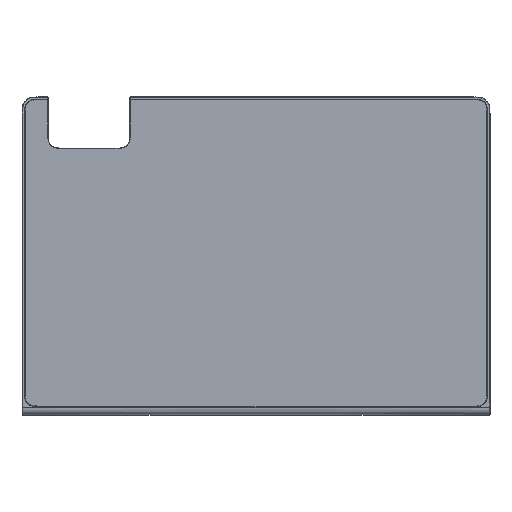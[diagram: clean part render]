
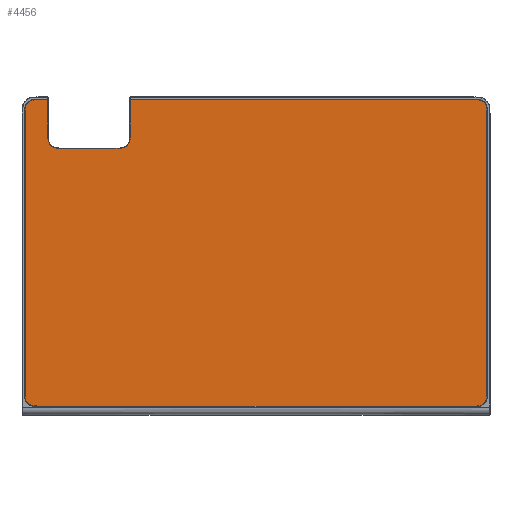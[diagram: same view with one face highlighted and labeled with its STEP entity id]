
A CAD part, top view. The second image highlights one B-rep face of the part: STEP entity #4456.
In plain terms, the highlighted planar face has unit normal (0, 0, 1).
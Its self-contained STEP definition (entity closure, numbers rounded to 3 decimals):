
#104=B_SPLINE_CURVE_WITH_KNOTS('',3,(#8705,#8706,#8707,#8708,#8709,#8710,
#8711,#8712,#8713,#8714,#8715),.UNSPECIFIED.,.F.,.F.,(4,1,1,1,1,1,1,1,4),
(0.,0.147,0.196,0.392,0.588,
0.785,0.981,1.177,1.373),
 .UNSPECIFIED.);
#105=B_SPLINE_CURVE_WITH_KNOTS('',3,(#8762,#8763,#8764,#8765,#8766,#8767,
#8768,#8769),.UNSPECIFIED.,.F.,.F.,(4,1,1,1,1,4),(0.,0.392,
0.588,0.981,1.177,1.373),
 .UNSPECIFIED.);
#107=B_SPLINE_CURVE_WITH_KNOTS('',3,(#8849,#8850,#8851,#8852,#8853,#8854,
#8855,#8856,#8857,#8858,#8859),.UNSPECIFIED.,.F.,.F.,(4,1,1,1,1,1,1,1,4),
(0.,0.185,0.37,0.555,0.74,
0.925,1.11,1.156,1.295),
 .UNSPECIFIED.);
#109=B_SPLINE_CURVE_WITH_KNOTS('',3,(#8929,#8930,#8931,#8932,#8933,#8934,
#8935,#8936,#8937,#8938),.UNSPECIFIED.,.F.,.F.,(4,1,1,1,1,1,1,4),(0.,0.185,
0.37,0.555,0.74,0.925,
1.11,1.295),.UNSPECIFIED.);
#111=B_SPLINE_CURVE_WITH_KNOTS('',3,(#9008,#9009,#9010,#9011,#9012,#9013,
#9014,#9015,#9016,#9017),.UNSPECIFIED.,.F.,.F.,(4,1,1,1,1,1,1,4),(0.,0.185,
0.37,0.555,0.74,0.925,
1.11,1.295),.UNSPECIFIED.);
#113=B_SPLINE_CURVE_WITH_KNOTS('',3,(#9093,#9094,#9095,#9096,#9097,#9098,
#9099,#9100,#9101,#9102,#9103),.UNSPECIFIED.,.F.,.F.,(4,1,1,1,1,1,1,1,4),
(0.,0.185,0.37,0.555,0.74,
0.925,1.11,1.156,1.295),
 .UNSPECIFIED.);
#487=PLANE('',#4810);
#674=FACE_OUTER_BOUND('',#966,.T.);
#966=EDGE_LOOP('',(#3510,#3511,#3512,#3513,#3514,#3515,#3516,#3517,#3518,
#3519,#3520,#3521,#3522,#3523));
#1212=LINE('',#8647,#1500);
#1213=LINE('',#8719,#1501);
#1214=LINE('',#8771,#1502);
#1216=LINE('',#8778,#1504);
#1218=LINE('',#8864,#1506);
#1220=LINE('',#8943,#1508);
#1222=LINE('',#9022,#1510);
#1224=LINE('',#9105,#1512);
#1500=VECTOR('',#5242,10.);
#1501=VECTOR('',#5249,10.);
#1502=VECTOR('',#5254,10.);
#1504=VECTOR('',#5262,10.);
#1506=VECTOR('',#5270,10.);
#1508=VECTOR('',#5278,10.);
#1510=VECTOR('',#5286,10.);
#1512=VECTOR('',#5292,10.);
#1963=VERTEX_POINT('',#8635);
#1964=VERTEX_POINT('',#8639);
#1966=VERTEX_POINT('',#8645);
#1967=VERTEX_POINT('',#8703);
#1968=VERTEX_POINT('',#8717);
#1969=VERTEX_POINT('',#8760);
#1971=VERTEX_POINT('',#8776);
#1973=VERTEX_POINT('',#8847);
#1975=VERTEX_POINT('',#8862);
#1977=VERTEX_POINT('',#8927);
#1979=VERTEX_POINT('',#8941);
#1981=VERTEX_POINT('',#9006);
#1983=VERTEX_POINT('',#9020);
#1985=VERTEX_POINT('',#9091);
#2437=EDGE_CURVE('',#1964,#1966,#1212,.T.);
#2439=EDGE_CURVE('',#1966,#1967,#104,.T.);
#2441=EDGE_CURVE('',#1967,#1968,#1213,.T.);
#2443=EDGE_CURVE('',#1968,#1969,#105,.T.);
#2444=EDGE_CURVE('',#1969,#1963,#1214,.T.);
#2447=EDGE_CURVE('',#1971,#1964,#1216,.T.);
#2451=EDGE_CURVE('',#1973,#1971,#107,.T.);
#2453=EDGE_CURVE('',#1975,#1973,#1218,.T.);
#2457=EDGE_CURVE('',#1977,#1975,#109,.T.);
#2459=EDGE_CURVE('',#1979,#1977,#1220,.T.);
#2463=EDGE_CURVE('',#1981,#1979,#111,.T.);
#2465=EDGE_CURVE('',#1983,#1981,#1222,.T.);
#2469=EDGE_CURVE('',#1985,#1983,#113,.T.);
#2470=EDGE_CURVE('',#1963,#1985,#1224,.T.);
#3510=ORIENTED_EDGE('',*,*,#2437,.F.);
#3511=ORIENTED_EDGE('',*,*,#2447,.F.);
#3512=ORIENTED_EDGE('',*,*,#2451,.F.);
#3513=ORIENTED_EDGE('',*,*,#2453,.F.);
#3514=ORIENTED_EDGE('',*,*,#2457,.F.);
#3515=ORIENTED_EDGE('',*,*,#2459,.F.);
#3516=ORIENTED_EDGE('',*,*,#2463,.F.);
#3517=ORIENTED_EDGE('',*,*,#2465,.F.);
#3518=ORIENTED_EDGE('',*,*,#2469,.F.);
#3519=ORIENTED_EDGE('',*,*,#2470,.F.);
#3520=ORIENTED_EDGE('',*,*,#2444,.F.);
#3521=ORIENTED_EDGE('',*,*,#2443,.F.);
#3522=ORIENTED_EDGE('',*,*,#2441,.F.);
#3523=ORIENTED_EDGE('',*,*,#2439,.F.);
#4456=ADVANCED_FACE('',(#674),#487,.F.);
#4810=AXIS2_PLACEMENT_3D('',#10188,#5434,#5435);
#5242=DIRECTION('',(0.,-1.,0.));
#5249=DIRECTION('',(1.,0.,0.));
#5254=DIRECTION('',(0.,1.,0.));
#5262=DIRECTION('',(1.,0.,0.));
#5270=DIRECTION('',(0.,1.,0.));
#5278=DIRECTION('',(-1.,0.,0.));
#5286=DIRECTION('',(0.,-1.,0.));
#5292=DIRECTION('',(1.,0.,0.));
#5434=DIRECTION('center_axis',(0.,0.,-1.));
#5435=DIRECTION('ref_axis',(1.,0.,0.));
#8635=CARTESIAN_POINT('',(-77.58,94.559,-4.2));
#8639=CARTESIAN_POINT('',(-128.58,94.559,-4.2));
#8645=CARTESIAN_POINT('',(-128.58,72.76,-4.2));
#8647=CARTESIAN_POINT('',(-128.58,47.404,-4.2));
#8703=CARTESIAN_POINT('',(-120.33,64.51,-4.2));
#8705=CARTESIAN_POINT('Ctrl Pts',(-128.58,72.76,-4.2));
#8706=CARTESIAN_POINT('Ctrl Pts',(-128.58,72.27,-4.2));
#8707=CARTESIAN_POINT('Ctrl Pts',(-128.58,71.617,-4.2));
#8708=CARTESIAN_POINT('Ctrl Pts',(-128.512,70.312,-4.2));
#8709=CARTESIAN_POINT('Ctrl Pts',(-128.3,68.844,-4.2));
#8710=CARTESIAN_POINT('Ctrl Pts',(-127.455,67.045,-4.2));
#8711=CARTESIAN_POINT('Ctrl Pts',(-126.045,65.636,-4.2));
#8712=CARTESIAN_POINT('Ctrl Pts',(-124.246,64.789,-4.2));
#8713=CARTESIAN_POINT('Ctrl Pts',(-122.29,64.508,-4.2));
#8714=CARTESIAN_POINT('Ctrl Pts',(-120.984,64.51,-4.2));
#8715=CARTESIAN_POINT('Ctrl Pts',(-120.33,64.51,-4.2));
#8717=CARTESIAN_POINT('',(-85.83,64.51,-4.2));
#8719=CARTESIAN_POINT('',(-64.165,64.51,-4.2));
#8760=CARTESIAN_POINT('',(-77.58,72.76,-4.2));
#8762=CARTESIAN_POINT('Ctrl Pts',(-85.83,64.51,-4.2));
#8763=CARTESIAN_POINT('Ctrl Pts',(-84.522,64.51,-4.2));
#8764=CARTESIAN_POINT('Ctrl Pts',(-82.523,64.511,-4.2));
#8765=CARTESIAN_POINT('Ctrl Pts',(-79.498,65.913,-4.2));
#8766=CARTESIAN_POINT('Ctrl Pts',(-77.941,68.189,-4.2));
#8767=CARTESIAN_POINT('Ctrl Pts',(-77.583,70.802,-4.2));
#8768=CARTESIAN_POINT('Ctrl Pts',(-77.58,72.106,-4.2));
#8769=CARTESIAN_POINT('Ctrl Pts',(-77.58,72.76,-4.2));
#8771=CARTESIAN_POINT('',(-77.58,32.38,-4.2));
#8776=CARTESIAN_POINT('',(-134.88,94.559,-4.2));
#8778=CARTESIAN_POINT('',(-71.44,94.559,-4.2));
#8847=CARTESIAN_POINT('',(-142.63,86.809,-4.2));
#8849=CARTESIAN_POINT('Ctrl Pts',(-142.63,86.809,-4.2));
#8850=CARTESIAN_POINT('Ctrl Pts',(-142.63,87.425,-4.2));
#8851=CARTESIAN_POINT('Ctrl Pts',(-142.632,88.656,-4.2));
#8852=CARTESIAN_POINT('Ctrl Pts',(-142.389,90.502,-4.2));
#8853=CARTESIAN_POINT('Ctrl Pts',(-141.61,92.209,-4.2));
#8854=CARTESIAN_POINT('Ctrl Pts',(-140.281,93.54,-4.2));
#8855=CARTESIAN_POINT('Ctrl Pts',(-138.573,94.317,-4.2));
#8856=CARTESIAN_POINT('Ctrl Pts',(-137.188,94.5,-4.2));
#8857=CARTESIAN_POINT('Ctrl Pts',(-135.957,94.559,-4.2));
#8858=CARTESIAN_POINT('Ctrl Pts',(-135.342,94.559,-4.2));
#8859=CARTESIAN_POINT('Ctrl Pts',(-134.88,94.559,-4.2));
#8862=CARTESIAN_POINT('',(-142.63,-86.809,-4.2));
#8864=CARTESIAN_POINT('',(-142.63,-47.404,-4.2));
#8927=CARTESIAN_POINT('',(-134.88,-94.559,-4.2));
#8929=CARTESIAN_POINT('Ctrl Pts',(-134.88,-94.559,-4.2));
#8930=CARTESIAN_POINT('Ctrl Pts',(-135.496,-94.559,-4.2));
#8931=CARTESIAN_POINT('Ctrl Pts',(-136.727,-94.561,-4.2));
#8932=CARTESIAN_POINT('Ctrl Pts',(-138.573,-94.317,-4.2));
#8933=CARTESIAN_POINT('Ctrl Pts',(-140.28,-93.54,-4.2));
#8934=CARTESIAN_POINT('Ctrl Pts',(-141.611,-92.209,-4.2));
#8935=CARTESIAN_POINT('Ctrl Pts',(-142.389,-90.502,-4.2));
#8936=CARTESIAN_POINT('Ctrl Pts',(-142.632,-88.655,-4.2));
#8937=CARTESIAN_POINT('Ctrl Pts',(-142.63,-87.425,-4.2));
#8938=CARTESIAN_POINT('Ctrl Pts',(-142.63,-86.809,-4.2));
#8941=CARTESIAN_POINT('',(134.88,-94.559,-4.2));
#8943=CARTESIAN_POINT('',(71.44,-94.559,-4.2));
#9006=CARTESIAN_POINT('',(142.63,-86.809,-4.2));
#9008=CARTESIAN_POINT('Ctrl Pts',(142.63,-86.809,-4.2));
#9009=CARTESIAN_POINT('Ctrl Pts',(142.63,-87.425,-4.2));
#9010=CARTESIAN_POINT('Ctrl Pts',(142.632,-88.656,-4.2));
#9011=CARTESIAN_POINT('Ctrl Pts',(142.388,-90.502,-4.2));
#9012=CARTESIAN_POINT('Ctrl Pts',(141.611,-92.209,-4.2));
#9013=CARTESIAN_POINT('Ctrl Pts',(140.28,-93.54,-4.2));
#9014=CARTESIAN_POINT('Ctrl Pts',(138.574,-94.318,-4.2));
#9015=CARTESIAN_POINT('Ctrl Pts',(136.726,-94.56,-4.2));
#9016=CARTESIAN_POINT('Ctrl Pts',(135.496,-94.559,-4.2));
#9017=CARTESIAN_POINT('Ctrl Pts',(134.88,-94.559,-4.2));
#9020=CARTESIAN_POINT('',(142.63,86.809,-4.2));
#9022=CARTESIAN_POINT('',(142.63,47.404,-4.2));
#9091=CARTESIAN_POINT('',(134.88,94.559,-4.2));
#9093=CARTESIAN_POINT('Ctrl Pts',(134.88,94.559,-4.2));
#9094=CARTESIAN_POINT('Ctrl Pts',(135.496,94.559,-4.2));
#9095=CARTESIAN_POINT('Ctrl Pts',(136.728,94.561,-4.2));
#9096=CARTESIAN_POINT('Ctrl Pts',(138.574,94.318,-4.2));
#9097=CARTESIAN_POINT('Ctrl Pts',(140.28,93.539,-4.2));
#9098=CARTESIAN_POINT('Ctrl Pts',(141.612,92.209,-4.2));
#9099=CARTESIAN_POINT('Ctrl Pts',(142.388,90.502,-4.2));
#9100=CARTESIAN_POINT('Ctrl Pts',(142.571,89.117,-4.2));
#9101=CARTESIAN_POINT('Ctrl Pts',(142.631,87.886,-4.2));
#9102=CARTESIAN_POINT('Ctrl Pts',(142.63,87.271,-4.2));
#9103=CARTESIAN_POINT('Ctrl Pts',(142.63,86.809,-4.2));
#9105=CARTESIAN_POINT('',(-38.915,94.559,-4.2));
#10188=CARTESIAN_POINT('Origin',(0.,0.,
-4.2));
